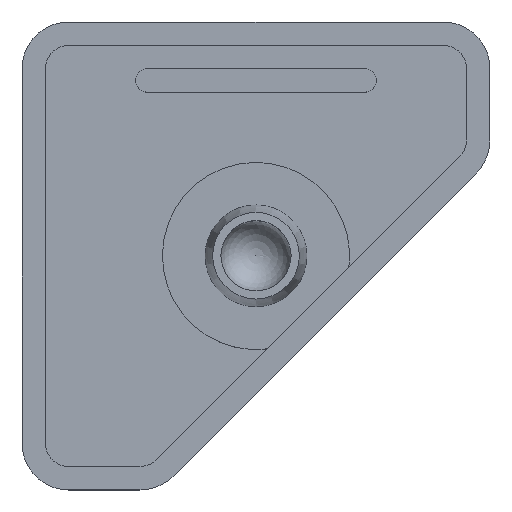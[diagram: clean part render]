
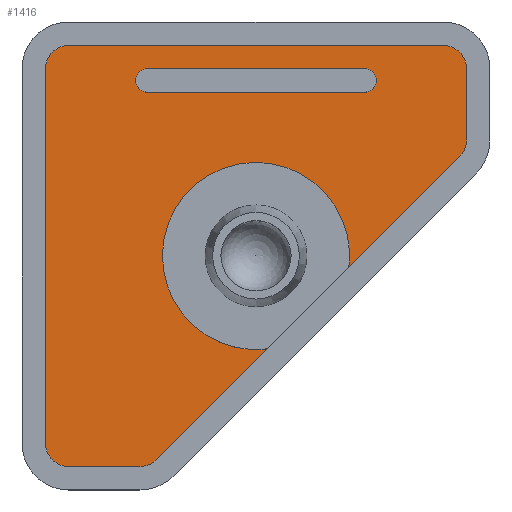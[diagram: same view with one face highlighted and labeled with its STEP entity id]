
A CAD part, top view. The second image highlights one B-rep face of the part: STEP entity #1416.
In plain terms, the highlighted planar face has unit normal (0, 0, 1).
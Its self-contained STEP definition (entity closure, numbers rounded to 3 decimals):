
#767=CARTESIAN_POINT('',(3.971,-0.484,-1.));
#768=VERTEX_POINT('',#767);
#777=CARTESIAN_POINT('',(0.484,-3.971,-1.));
#778=VERTEX_POINT('',#777);
#779=CARTESIAN_POINT('',(0.0,0.0,-1.0));
#780=DIRECTION('',(0.0,0.0,-1.0));
#781=DIRECTION('',(0.0,-1.0,0.0));
#782=AXIS2_PLACEMENT_3D('',#779,#780,#781);
#783=CIRCLE('',#782,4.);
#784=EDGE_CURVE('',#778,#768,#783,.T.);
#930=CARTESIAN_POINT('',(-4.252,-8.707,-1.0));
#931=VERTEX_POINT('',#930);
#932=CARTESIAN_POINT('',(-4.252,-8.707,-1.0));
#933=DIRECTION('',(0.707,0.707,0.0));
#934=VECTOR('',#933,6.698);
#935=LINE('',#932,#934);
#936=EDGE_CURVE('',#931,#778,#935,.T.);
#954=CARTESIAN_POINT('',(8.707,4.252,-1.0));
#955=VERTEX_POINT('',#954);
#962=CARTESIAN_POINT('',(3.971,-0.484,-1.0));
#963=DIRECTION('',(0.707,0.707,0.0));
#964=VECTOR('',#963,6.698);
#965=LINE('',#962,#964);
#966=EDGE_CURVE('',#768,#955,#965,.T.);
#986=CARTESIAN_POINT('',(4.65,8.0,-1.0));
#987=VERTEX_POINT('',#986);
#994=CARTESIAN_POINT('',(-4.65,8.0,-1.0));
#995=VERTEX_POINT('',#994);
#996=CARTESIAN_POINT('',(-4.65,8.0,-1.0));
#997=DIRECTION('',(1.0,0.0,0.0));
#998=VECTOR('',#997,9.3);
#999=LINE('',#996,#998);
#1000=EDGE_CURVE('',#995,#987,#999,.T.);
#1026=CARTESIAN_POINT('',(-4.65,7.,-1.0));
#1027=VERTEX_POINT('',#1026);
#1034=CARTESIAN_POINT('',(4.65,7.0,-1.0));
#1035=VERTEX_POINT('',#1034);
#1036=CARTESIAN_POINT('',(4.65,7.,-1.0));
#1037=DIRECTION('',(-1.0,0.0,0.0));
#1038=VECTOR('',#1037,9.3);
#1039=LINE('',#1036,#1038);
#1040=EDGE_CURVE('',#1035,#1027,#1039,.T.);
#1065=CARTESIAN_POINT('',(4.65,7.5,-1.0));
#1066=DIRECTION('',(0.0,0.0,-1.0));
#1067=DIRECTION('',(-1.0,0.0,0.0));
#1068=AXIS2_PLACEMENT_3D('',#1065,#1066,#1067);
#1069=CIRCLE('',#1068,0.5);
#1070=EDGE_CURVE('',#987,#1035,#1069,.T.);
#1101=CARTESIAN_POINT('',(-4.65,7.5,-1.0));
#1102=DIRECTION('',(0.0,0.0,-1.0));
#1103=DIRECTION('',(-1.0,0.0,0.0));
#1104=AXIS2_PLACEMENT_3D('',#1101,#1102,#1103);
#1105=CIRCLE('',#1104,0.5);
#1106=EDGE_CURVE('',#1027,#995,#1105,.T.);
#1116=CARTESIAN_POINT('',(-9.,8.0,-1.0));
#1117=VERTEX_POINT('',#1116);
#1118=CARTESIAN_POINT('',(-9.,-8.0,-1.0));
#1119=VERTEX_POINT('',#1118);
#1120=CARTESIAN_POINT('',(-9.,8.0,-1.0));
#1121=DIRECTION('',(0.0,-1.0,0.0));
#1122=VECTOR('',#1121,16.0);
#1123=LINE('',#1120,#1122);
#1124=EDGE_CURVE('',#1117,#1119,#1123,.T.);
#1156=CARTESIAN_POINT('',(-8.,-9.0,-1.0));
#1157=VERTEX_POINT('',#1156);
#1158=CARTESIAN_POINT('',(-8.,-8.0,-1.0));
#1159=DIRECTION('',(0.0,0.0,1.0));
#1160=DIRECTION('',(1.0,0.0,0.0));
#1161=AXIS2_PLACEMENT_3D('',#1158,#1159,#1160);
#1162=CIRCLE('',#1161,1.);
#1163=EDGE_CURVE('',#1119,#1157,#1162,.T.);
#1189=CARTESIAN_POINT('',(-4.959,-9.0,-1.0));
#1190=VERTEX_POINT('',#1189);
#1191=CARTESIAN_POINT('',(-8.,-9.0,-1.0));
#1192=DIRECTION('',(1.0,0.0,0.0));
#1193=VECTOR('',#1192,3.041);
#1194=LINE('',#1191,#1193);
#1195=EDGE_CURVE('',#1157,#1190,#1194,.T.);
#1220=CARTESIAN_POINT('',(-4.959,-8.,-1.0));
#1221=DIRECTION('',(0.0,0.0,1.0));
#1222=DIRECTION('',(0.0,1.0,0.0));
#1223=AXIS2_PLACEMENT_3D('',#1220,#1221,#1222);
#1224=CIRCLE('',#1223,1.);
#1225=EDGE_CURVE('',#1190,#931,#1224,.T.);
#1244=CARTESIAN_POINT('',(9.0,4.959,-1.0));
#1245=VERTEX_POINT('',#1244);
#1246=CARTESIAN_POINT('',(8.,4.959,-1.0));
#1247=DIRECTION('',(0.0,0.0,1.0));
#1248=DIRECTION('',(-0.707,0.707,0.0));
#1249=AXIS2_PLACEMENT_3D('',#1246,#1247,#1248);
#1250=CIRCLE('',#1249,1.);
#1251=EDGE_CURVE('',#955,#1245,#1250,.T.);
#1277=CARTESIAN_POINT('',(9.,8.0,-1.0));
#1278=VERTEX_POINT('',#1277);
#1279=CARTESIAN_POINT('',(9.0,4.959,-1.0));
#1280=DIRECTION('',(0.0,1.0,0.0));
#1281=VECTOR('',#1280,3.041);
#1282=LINE('',#1279,#1281);
#1283=EDGE_CURVE('',#1245,#1278,#1282,.T.);
#1308=CARTESIAN_POINT('',(8.,9.0,-1.0));
#1309=VERTEX_POINT('',#1308);
#1310=CARTESIAN_POINT('',(8.,8.0,-1.0));
#1311=DIRECTION('',(0.0,0.0,1.0));
#1312=DIRECTION('',(-1.0,0.0,0.0));
#1313=AXIS2_PLACEMENT_3D('',#1310,#1311,#1312);
#1314=CIRCLE('',#1313,1.);
#1315=EDGE_CURVE('',#1278,#1309,#1314,.T.);
#1341=CARTESIAN_POINT('',(-8.,9.0,-1.0));
#1342=VERTEX_POINT('',#1341);
#1343=CARTESIAN_POINT('',(8.,9.0,-1.0));
#1344=DIRECTION('',(-1.0,0.0,0.0));
#1345=VECTOR('',#1344,16.);
#1346=LINE('',#1343,#1345);
#1347=EDGE_CURVE('',#1309,#1342,#1346,.T.);
#1372=CARTESIAN_POINT('',(-8.,8.0,-1.0));
#1373=DIRECTION('',(0.0,0.0,1.0));
#1374=DIRECTION('',(0.0,-1.0,0.0));
#1375=AXIS2_PLACEMENT_3D('',#1372,#1373,#1374);
#1376=CIRCLE('',#1375,1.);
#1377=EDGE_CURVE('',#1342,#1117,#1376,.T.);
#1391=CARTESIAN_POINT('',(-1.686,1.686,-1.0));
#1392=DIRECTION('',(0.0,0.0,1.0));
#1393=DIRECTION('',(1.0,0.0,0.0));
#1394=AXIS2_PLACEMENT_3D('',#1391,#1392,#1393);
#1395=PLANE('',#1394);
#1396=ORIENTED_EDGE('',*,*,#784,.T.);
#1397=ORIENTED_EDGE('',*,*,#966,.T.);
#1398=ORIENTED_EDGE('',*,*,#1251,.T.);
#1399=ORIENTED_EDGE('',*,*,#1283,.T.);
#1400=ORIENTED_EDGE('',*,*,#1315,.T.);
#1401=ORIENTED_EDGE('',*,*,#1347,.T.);
#1402=ORIENTED_EDGE('',*,*,#1377,.T.);
#1403=ORIENTED_EDGE('',*,*,#1124,.T.);
#1404=ORIENTED_EDGE('',*,*,#1163,.T.);
#1405=ORIENTED_EDGE('',*,*,#1195,.T.);
#1406=ORIENTED_EDGE('',*,*,#1225,.T.);
#1407=ORIENTED_EDGE('',*,*,#936,.T.);
#1408=EDGE_LOOP('',(#1396,#1397,#1398,#1399,#1400,#1401,#1402,#1403,#1404,#1405,#1406,#1407));
#1409=FACE_OUTER_BOUND('',#1408,.T.);
#1410=ORIENTED_EDGE('',*,*,#1040,.T.);
#1411=ORIENTED_EDGE('',*,*,#1106,.T.);
#1412=ORIENTED_EDGE('',*,*,#1000,.T.);
#1413=ORIENTED_EDGE('',*,*,#1070,.T.);
#1414=EDGE_LOOP('',(#1410,#1411,#1412,#1413));
#1415=FACE_BOUND('',#1414,.T.);
#1416=ADVANCED_FACE('',(#1409,#1415),#1395,.T.);
